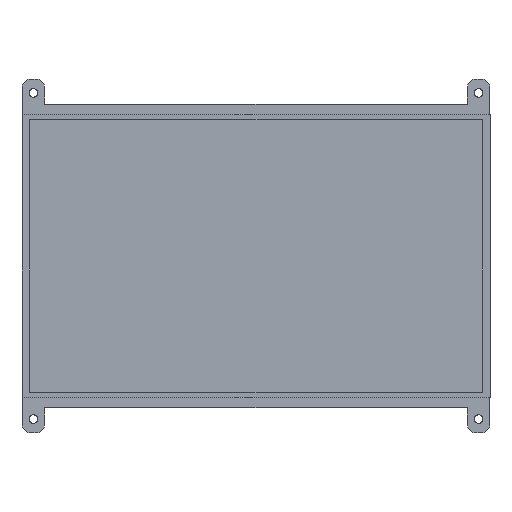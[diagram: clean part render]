
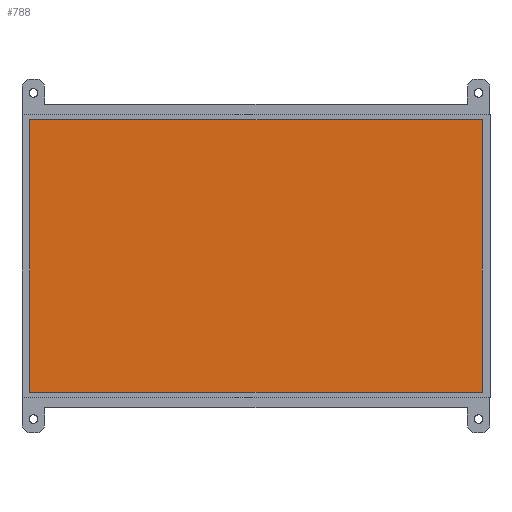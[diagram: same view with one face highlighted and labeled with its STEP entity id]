
A CAD part, top view. The second image highlights one B-rep face of the part: STEP entity #788.
In plain terms, the highlighted planar face has unit normal (0, 0, 1).
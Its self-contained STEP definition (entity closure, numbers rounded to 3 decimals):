
#102=FACE_OUTER_BOUND('',#143,.T.);
#143=EDGE_LOOP('',(#555,#556,#557,#558));
#193=LINE('',#1137,#277);
#197=LINE('',#1144,#281);
#200=LINE('',#1150,#284);
#202=LINE('',#1153,#286);
#277=VECTOR('',#919,10.);
#281=VECTOR('',#925,10.);
#284=VECTOR('',#930,10.);
#286=VECTOR('',#934,10.);
#361=VERTEX_POINT('',#1134);
#362=VERTEX_POINT('',#1136);
#364=VERTEX_POINT('',#1142);
#366=VERTEX_POINT('',#1148);
#433=EDGE_CURVE('',#361,#362,#193,.T.);
#437=EDGE_CURVE('',#364,#361,#197,.T.);
#440=EDGE_CURVE('',#366,#364,#200,.T.);
#442=EDGE_CURVE('',#362,#366,#202,.T.);
#555=ORIENTED_EDGE('',*,*,#442,.F.);
#556=ORIENTED_EDGE('',*,*,#433,.F.);
#557=ORIENTED_EDGE('',*,*,#437,.F.);
#558=ORIENTED_EDGE('',*,*,#440,.F.);
#759=PLANE('',#852);
#788=ADVANCED_FACE('',(#102),#759,.F.);
#852=AXIS2_PLACEMENT_3D('',#1154,#935,#936);
#919=DIRECTION('',(0.,1.,0.));
#925=DIRECTION('',(-1.,0.,0.));
#930=DIRECTION('',(0.,-1.,0.));
#934=DIRECTION('',(1.,0.,0.));
#935=DIRECTION('center_axis',(0.,0.,-1.));
#936=DIRECTION('ref_axis',(-1.,0.,0.));
#1134=CARTESIAN_POINT('',(-79.7,-48.018,5.58));
#1136=CARTESIAN_POINT('',(-79.7,48.018,5.58));
#1137=CARTESIAN_POINT('',(-79.7,48.018,5.58));
#1142=CARTESIAN_POINT('',(79.7,-48.018,5.58));
#1144=CARTESIAN_POINT('',(-79.7,-48.018,5.58));
#1148=CARTESIAN_POINT('',(79.7,48.018,5.58));
#1150=CARTESIAN_POINT('',(79.7,-48.018,5.58));
#1153=CARTESIAN_POINT('',(79.7,48.018,5.58));
#1154=CARTESIAN_POINT('Origin',(0.,0.,
5.58));
